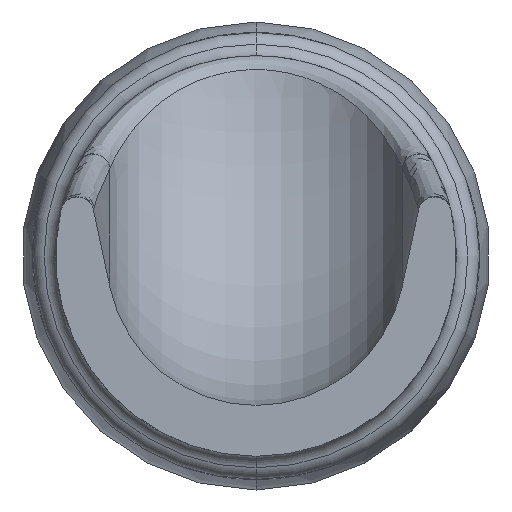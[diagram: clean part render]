
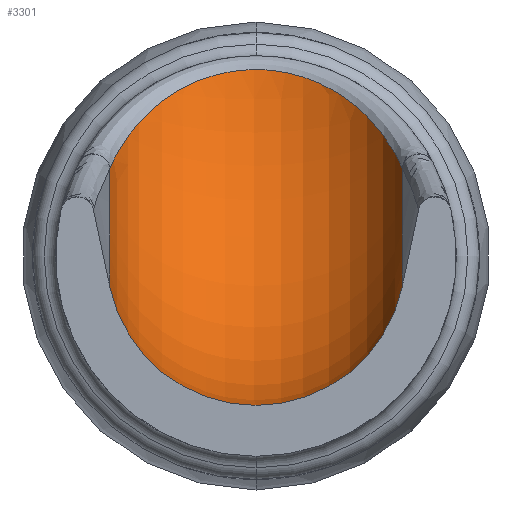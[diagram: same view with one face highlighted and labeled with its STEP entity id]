
A CAD part, front view. The second image highlights one B-rep face of the part: STEP entity #3301.
In plain terms, the highlighted toroidal (fillet/blend) face has major radius 1.542 mm and minor radius 0.9 mm.
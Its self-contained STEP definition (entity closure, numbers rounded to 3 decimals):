
#118 = VERTEX_POINT ( 'NONE', #2155 ) ;
#127 = CARTESIAN_POINT ( 'NONE',  ( 0.707, 4.973, 0.807 ) ) ;
#142 = CARTESIAN_POINT ( 'NONE',  ( -0.76, 4.867, 0.741 ) ) ;
#169 = CARTESIAN_POINT ( 'NONE',  ( 0.863, 4.525, 0.569 ) ) ;
#213 = DIRECTION ( 'NONE',  ( 0., 0., -1. ) ) ;
#288 = VERTEX_POINT ( 'NONE', #1470 ) ;
#291 = CARTESIAN_POINT ( 'NONE',  ( -0.88, 2.997, -0.187 ) ) ;
#337 = DIRECTION ( 'NONE',  ( 0., 0., -1. ) ) ;
#390 = EDGE_CURVE ( 'Defeature ausgef�hrt1_39+Defeature ausgef�hrt1_38+Defeature ausgef�hrt1_41+Defeature ausgef�hrt1_40', #2415, #2884, #400, .T. ) ;
#400 = CIRCLE ( 'NONE', #4207, 0.9 ) ;
#475 = CARTESIAN_POINT ( 'NONE',  ( -0.708, 4.972, 0.807 ) ) ;
#498 = CARTESIAN_POINT ( 'NONE',  ( -0.88, 4.398, 0.529 ) ) ;
#508 = DIRECTION ( 'NONE',  ( 0., -1., 0. ) ) ;
#514 = CARTESIAN_POINT ( 'NONE',  ( 0.569, 5.161, 0.935 ) ) ;
#530 = CARTESIAN_POINT ( 'NONE',  ( -0.483, 5.243, 0.997 ) ) ;
#608 = TOROIDAL_SURFACE ( 'NONE', #2662, 1.542, 0.9 ) ;
#716 = ORIENTED_EDGE ( 'NONE', *, *, #2072, .T. ) ;
#849 = CIRCLE ( 'NONE', #1868, 1.729 ) ;
#857 = AXIS2_PLACEMENT_3D ( 'NONE', #4553, #1987, #213 ) ;
#878 = CARTESIAN_POINT ( 'NONE',  ( -0.57, 5.159, 0.934 ) ) ;
#893 = CARTESIAN_POINT ( 'NONE',  ( 0.131, 5.403, 1.124 ) ) ;
#911 = CIRCLE ( 'NONE', #2608, 0.9 ) ;
#979 = CARTESIAN_POINT ( 'NONE',  ( -0.88, 2.997, 1.542 ) ) ;
#1087 = ORIENTED_EDGE ( 'NONE', *, *, #2414, .F. ) ;
#1470 = CARTESIAN_POINT ( 'NONE',  ( 0.88, 4.398, 0.529 ) ) ;
#1556 = CARTESIAN_POINT ( 'NONE',  ( 0.264, 5.366, 1.093 ) ) ;
#1591 = CARTESIAN_POINT ( 'NONE',  ( -0.863, 4.525, 0.569 ) ) ;
#1653 = VERTEX_POINT ( 'NONE', #291 ) ;
#1720 = CIRCLE ( 'NONE', #857, 1.729 ) ;
#1868 = AXIS2_PLACEMENT_3D ( 'NONE', #979, #2910, #337 ) ;
#1933 = CARTESIAN_POINT ( 'NONE',  ( 0., 2.997, 1.542 ) ) ;
#1935 = CARTESIAN_POINT ( 'NONE',  ( 0.759, 4.869, 0.742 ) ) ;
#1987 = DIRECTION ( 'NONE',  ( 1., 0., 0. ) ) ;
#2072 = EDGE_CURVE ( 'Defeature ausgef�hrt1_39+Defeature ausgef�hrt1_38+Defeature ausgef�hrt1_41+Defeature ausgef�hrt1_40', #1653, #2415, #911, .T. ) ;
#2155 = CARTESIAN_POINT ( 'NONE',  ( -0.88, 4.398, 0.529 ) ) ;
#2300 = FACE_OUTER_BOUND ( 'NONE', #3938, .T. ) ;
#2332 = CARTESIAN_POINT ( 'NONE',  ( 0., 2.997, 0. ) ) ;
#2414 = EDGE_CURVE ( 'Defeature ausgef�hrt1_41+Defeature ausgef�hrt1_39+Defeature ausgef�hrt1_37+Defeature ausgef�hrt1_45', #1653, #118, #849, .T. ) ;
#2415 = VERTEX_POINT ( 'NONE', #4637 ) ;
#2608 = AXIS2_PLACEMENT_3D ( 'NONE', #2332, #508, #3403 ) ;
#2662 = AXIS2_PLACEMENT_3D ( 'NONE', #1933, #4162, #4487 ) ;
#2884 = VERTEX_POINT ( 'NONE', #3635 ) ;
#2910 = DIRECTION ( 'NONE',  ( 1., 0., 0. ) ) ;
#3039 = CARTESIAN_POINT ( 'NONE',  ( -0.134, 5.402, 1.123 ) ) ;
#3059 = DIRECTION ( 'NONE',  ( 0., 0., -1. ) ) ;
#3301 = ADVANCED_FACE ( 'Defeature ausgef�hrt1_39', ( #2300 ), #608, .F. ) ;
#3332 = B_SPLINE_CURVE_WITH_KNOTS ( 'NONE', 3,
 ( #3361, #169, #3723, #1935, #127, #514, #3423, #1556, #893, #3039, #3769, #530, #878, #475, #142, #4136, #1591, #498 ),
 .UNSPECIFIED., .F., .F.,
 ( 4, 2, 2, 2, 2, 2, 2, 2, 4 ),
 ( 0., 0., 0.001, 0.001, 0.002, 0.002, 0.002, 0.003, 0.003 ),
 .UNSPECIFIED. ) ;
#3361 = CARTESIAN_POINT ( 'NONE',  ( 0.88, 4.398, 0.529 ) ) ;
#3396 = DIRECTION ( 'NONE',  ( 0., -1., 0. ) ) ;
#3403 = DIRECTION ( 'NONE',  ( 0., 0., -1. ) ) ;
#3423 = CARTESIAN_POINT ( 'NONE',  ( 0.481, 5.244, 0.998 ) ) ;
#3426 = CARTESIAN_POINT ( 'NONE',  ( 0., 2.997, 0. ) ) ;
#3635 = CARTESIAN_POINT ( 'NONE',  ( 0.88, 2.997, -0.187 ) ) ;
#3723 = CARTESIAN_POINT ( 'NONE',  ( 0.837, 4.645, 0.623 ) ) ;
#3769 = CARTESIAN_POINT ( 'NONE',  ( -0.265, 5.365, 1.093 ) ) ;
#3906 = ORIENTED_EDGE ( 'NONE', *, *, #390, .T. ) ;
#3938 = EDGE_LOOP ( 'NONE', ( #4177, #4368, #1087, #716, #3906 ) ) ;
#4136 = CARTESIAN_POINT ( 'NONE',  ( -0.837, 4.643, 0.622 ) ) ;
#4162 = DIRECTION ( 'NONE',  ( 1., 0., 0. ) ) ;
#4177 = ORIENTED_EDGE ( 'NONE', *, *, #4648, .T. ) ;
#4207 = AXIS2_PLACEMENT_3D ( 'NONE', #3426, #3396, #3059 ) ;
#4368 = ORIENTED_EDGE ( 'NONE', *, *, #4541, .T. ) ;
#4487 = DIRECTION ( 'NONE',  ( 0., 0., -1. ) ) ;
#4541 = EDGE_CURVE ( 'Defeature ausgef�hrt1_39+Defeature ausgef�hrt1_44+Defeature ausgef�hrt1_40+Defeature ausgef�hrt1_41', #288, #118, #3332, .T. ) ;
#4553 = CARTESIAN_POINT ( 'NONE',  ( 0.88, 2.997, 1.542 ) ) ;
#4637 = CARTESIAN_POINT ( 'NONE',  ( 0., 2.997, -0.9 ) ) ;
#4648 = EDGE_CURVE ( 'Defeature ausgef�hrt1_39+Defeature ausgef�hrt1_40+Defeature ausgef�hrt1_38+Defeature ausgef�hrt1_44', #2884, #288, #1720, .T. ) ;
